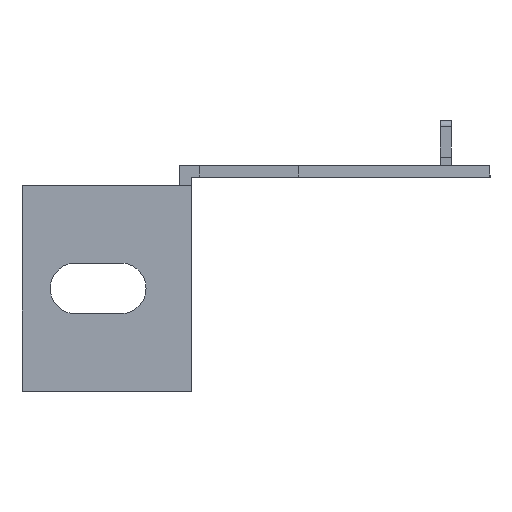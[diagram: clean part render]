
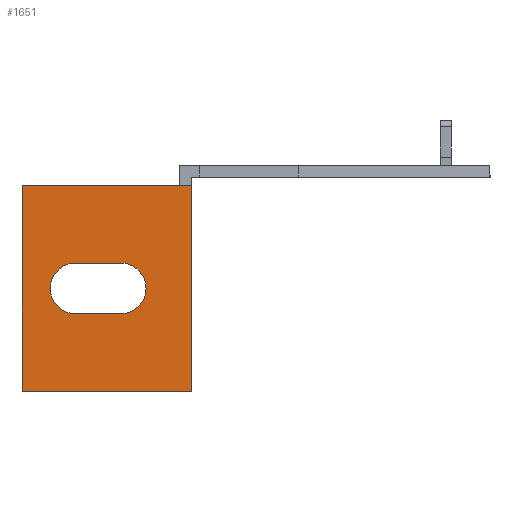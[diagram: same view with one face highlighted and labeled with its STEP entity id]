
A CAD part, left-side view. The second image highlights one B-rep face of the part: STEP entity #1651.
In plain terms, the highlighted planar face has unit normal (-1, 0, 0).
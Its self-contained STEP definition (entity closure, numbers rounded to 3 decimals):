
#13 = EDGE_LOOP ( 'NONE', ( #504, #448, #405, #372, #265, #228 ) ) ;
#23 = DIRECTION ( 'NONE',  ( 0., -1., 0. ) ) ;
#93 = CARTESIAN_POINT ( 'NONE',  ( -102.5, 28., 18.25 ) ) ;
#94 = DIRECTION ( 'NONE',  ( 0., -1., 0. ) ) ;
#111 = AXIS2_PLACEMENT_3D ( 'NONE', #1966, #1965, #1961 ) ;
#116 = CARTESIAN_POINT ( 'NONE',  ( -102.5, 10.5, 4.5 ) ) ;
#201 = VECTOR ( 'NONE', #23, 1000. ) ;
#228 = ORIENTED_EDGE ( 'NONE', *, *, #1584, .T. ) ;
#265 = ORIENTED_EDGE ( 'NONE', *, *, #1274, .F. ) ;
#288 = EDGE_CURVE ( 'NONE', #2104, #2405, #2489, .T. ) ;
#359 = LINE ( 'NONE', #116, #201 ) ;
#372 = ORIENTED_EDGE ( 'NONE', *, *, #1898, .F. ) ;
#392 = LINE ( 'NONE', #93, #2237 ) ;
#405 = ORIENTED_EDGE ( 'NONE', *, *, #519, .F. ) ;
#448 = ORIENTED_EDGE ( 'NONE', *, *, #752, .T. ) ;
#502 = EDGE_LOOP ( 'NONE', ( #883, #809, #627, #583 ) ) ;
#504 = ORIENTED_EDGE ( 'NONE', *, *, #797, .T. ) ;
#515 = CARTESIAN_POINT ( 'NONE',  ( -102.5, 28., -18.25 ) ) ;
#519 = EDGE_CURVE ( 'NONE', #3250, #974, #2061, .T. ) ;
#520 = VECTOR ( 'NONE', #3098, 1000. ) ;
#537 = LINE ( 'NONE', #3224, #825 ) ;
#558 = VECTOR ( 'NONE', #1170, 1000. ) ;
#583 = ORIENTED_EDGE ( 'NONE', *, *, #2655, .T. ) ;
#627 = ORIENTED_EDGE ( 'NONE', *, *, #2425, .T. ) ;
#637 = DIRECTION ( 'NONE',  ( 0., 0., -1. ) ) ;
#640 = DIRECTION ( 'NONE',  ( -1., 0., 0. ) ) ;
#643 = PLANE ( 'NONE',  #2985 ) ;
#658 = CARTESIAN_POINT ( 'NONE',  ( -102.5, 28., 18.25 ) ) ;
#692 = FACE_OUTER_BOUND ( 'NONE', #13, .T. ) ;
#752 = EDGE_CURVE ( 'NONE', #2312, #974, #537, .T. ) ;
#758 = DIRECTION ( 'NONE',  ( 0., 0., -1. ) ) ;
#760 = DIRECTION ( 'NONE',  ( 1., 0., 0. ) ) ;
#765 = CARTESIAN_POINT ( 'NONE',  ( -102.5, 18.5, 0. ) ) ;
#774 = CARTESIAN_POINT ( 'NONE',  ( -102.5, 10.5, 4.5 ) ) ;
#797 = EDGE_CURVE ( 'NONE', #1706, #2312, #1430, .T. ) ;
#809 = ORIENTED_EDGE ( 'NONE', *, *, #288, .T. ) ;
#825 = VECTOR ( 'NONE', #3212, 1000. ) ;
#830 = CARTESIAN_POINT ( 'NONE',  ( -102.5, 28., 18.25 ) ) ;
#846 = DIRECTION ( 'NONE',  ( 0., 0., -1. ) ) ;
#883 = ORIENTED_EDGE ( 'NONE', *, *, #1242, .T. ) ;
#960 = CARTESIAN_POINT ( 'NONE',  ( -102.5, 18.5, -4.5 ) ) ;
#974 = VERTEX_POINT ( 'NONE', #2480 ) ;
#1071 = CARTESIAN_POINT ( 'NONE',  ( -102.5, 28., 18.25 ) ) ;
#1121 = CARTESIAN_POINT ( 'NONE',  ( -102.5, -2., 18.25 ) ) ;
#1170 = DIRECTION ( 'NONE',  ( 0., 0., -1. ) ) ;
#1179 = VERTEX_POINT ( 'NONE', #2093 ) ;
#1225 = CARTESIAN_POINT ( 'NONE',  ( -102.5, 1.5, -18.25 ) ) ;
#1242 = EDGE_CURVE ( 'NONE', #2431, #2104, #2377, .T. ) ;
#1274 = EDGE_CURVE ( 'NONE', #1452, #1179, #2191, .T. ) ;
#1406 = DIRECTION ( 'NONE',  ( 0., 1., 0. ) ) ;
#1418 = CARTESIAN_POINT ( 'NONE',  ( -102.5, 10.5, -4.5 ) ) ;
#1430 = LINE ( 'NONE', #3108, #520 ) ;
#1452 = VERTEX_POINT ( 'NONE', #1071 ) ;
#1584 = EDGE_CURVE ( 'NONE', #1452, #1706, #2766, .T. ) ;
#1633 = AXIS2_PLACEMENT_3D ( 'NONE', #765, #760, #758 ) ;
#1651 = ADVANCED_FACE ( 'NONE', ( #1967, #692 ), #643, .T. ) ;
#1706 = VERTEX_POINT ( 'NONE', #515 ) ;
#1839 = VECTOR ( 'NONE', #1927, 1000. ) ;
#1841 = CARTESIAN_POINT ( 'NONE',  ( -102.5, 10.5, -4.5 ) ) ;
#1898 = EDGE_CURVE ( 'NONE', #1179, #3250, #392, .T. ) ;
#1927 = DIRECTION ( 'NONE',  ( 0., -1., 0. ) ) ;
#1948 = CARTESIAN_POINT ( 'NONE',  ( -102.5, 28., 18.25 ) ) ;
#1961 = DIRECTION ( 'NONE',  ( 0., 0., -1. ) ) ;
#1965 = DIRECTION ( 'NONE',  ( 1., 0., 0. ) ) ;
#1966 = CARTESIAN_POINT ( 'NONE',  ( -102.5, 10.5, 0. ) ) ;
#1967 = FACE_BOUND ( 'NONE', #502, .T. ) ;
#2001 = CARTESIAN_POINT ( 'NONE',  ( -102.5, 18.5, 4.5 ) ) ;
#2051 = VERTEX_POINT ( 'NONE', #2001 ) ;
#2061 = LINE ( 'NONE', #1121, #558 ) ;
#2083 = VECTOR ( 'NONE', #1406, 1000. ) ;
#2093 = CARTESIAN_POINT ( 'NONE',  ( -102.5, 1.5, 18.25 ) ) ;
#2104 = VERTEX_POINT ( 'NONE', #1841 ) ;
#2123 = CARTESIAN_POINT ( 'NONE',  ( -102.5, -2., 18.25 ) ) ;
#2191 = LINE ( 'NONE', #1948, #1839 ) ;
#2237 = VECTOR ( 'NONE', #94, 1000. ) ;
#2251 = VECTOR ( 'NONE', #846, 1000. ) ;
#2274 = CIRCLE ( 'NONE', #1633, 4.5 ) ;
#2312 = VERTEX_POINT ( 'NONE', #1225 ) ;
#2377 = CIRCLE ( 'NONE', #111, 4.5 ) ;
#2405 = VERTEX_POINT ( 'NONE', #960 ) ;
#2425 = EDGE_CURVE ( 'NONE', #2405, #2051, #2274, .T. ) ;
#2431 = VERTEX_POINT ( 'NONE', #774 ) ;
#2480 = CARTESIAN_POINT ( 'NONE',  ( -102.5, -2., -18.25 ) ) ;
#2489 = LINE ( 'NONE', #1418, #2083 ) ;
#2655 = EDGE_CURVE ( 'NONE', #2051, #2431, #359, .T. ) ;
#2766 = LINE ( 'NONE', #830, #2251 ) ;
#2985 = AXIS2_PLACEMENT_3D ( 'NONE', #658, #640, #637 ) ;
#3098 = DIRECTION ( 'NONE',  ( 0., -1., 0. ) ) ;
#3108 = CARTESIAN_POINT ( 'NONE',  ( -102.5, 28., -18.25 ) ) ;
#3212 = DIRECTION ( 'NONE',  ( 0., -1., 0. ) ) ;
#3224 = CARTESIAN_POINT ( 'NONE',  ( -102.5, 0., -18.25 ) ) ;
#3250 = VERTEX_POINT ( 'NONE', #2123 ) ;
